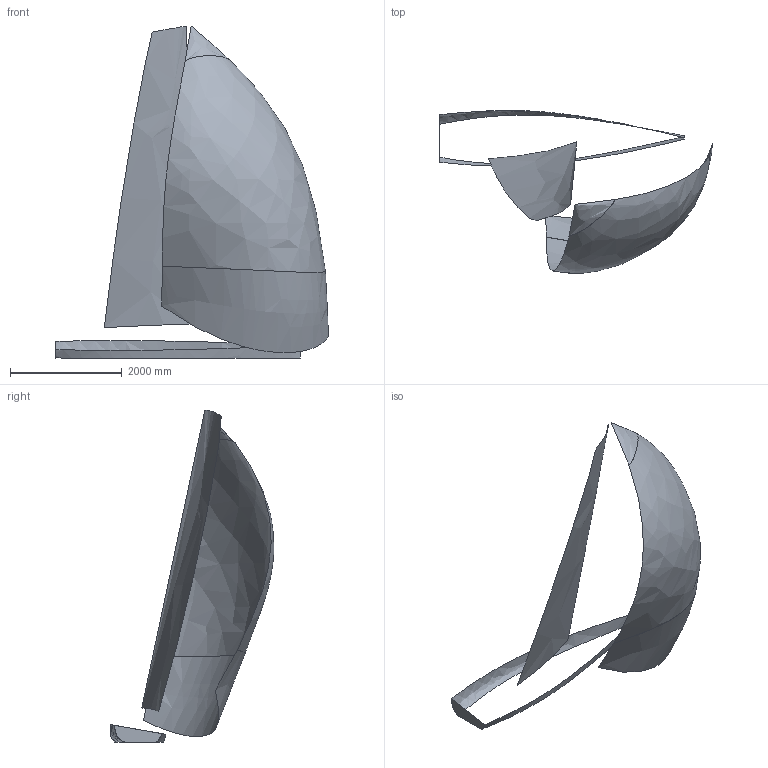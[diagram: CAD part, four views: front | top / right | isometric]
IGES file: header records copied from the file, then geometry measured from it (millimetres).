
Start section: Use this template file for building objects the size of a truck or larger, and for objects which need not be built to manufacturing tolerances. Units: Centimeters Absolute tolerance: .01 cm
Global section: file name: 58HIMViola-et-2014OE-Geo.igs; native system: Rhinoceros ( Jun 30 2014 ); preprocessor: Trout Lake IGES 012 Jun 30 2014; date: 140707.082914
Bounding box: 4886.41 x 2927.32 x 5942.68 mm (x, y, z)
Surface area: 26376945.5 mm2 (no closed solid volume)
Topology: 0 solids, 0 shells, 8 faces, 159 edges, 158 vertices
Faces by surface type: bspline 8
